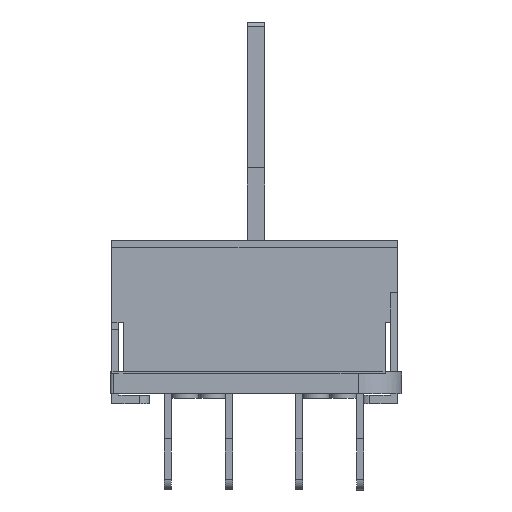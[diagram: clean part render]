
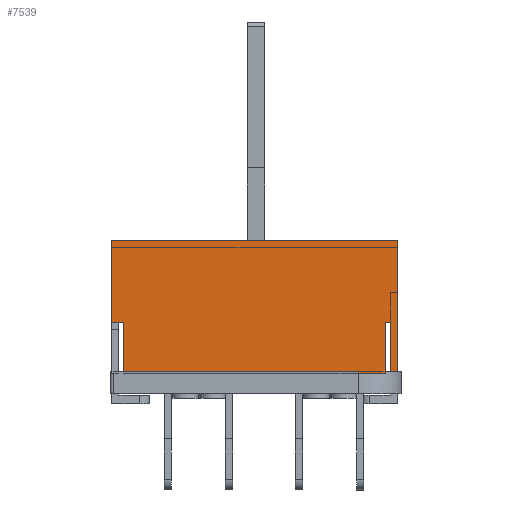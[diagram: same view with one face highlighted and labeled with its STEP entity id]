
A CAD part, left-side view. The second image highlights one B-rep face of the part: STEP entity #7539.
In plain terms, the highlighted planar face has unit normal (-1, 0, 0).
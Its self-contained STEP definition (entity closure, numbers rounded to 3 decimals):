
#1282=CARTESIAN_POINT('',(-64.,9.1,0.0));
#1283=VERTEX_POINT('',#1282);
#7411=CARTESIAN_POINT('',(-64.,9.1,3.4));
#7412=VERTEX_POINT('',#7411);
#7413=CARTESIAN_POINT('',(-64.,9.1,3.4));
#7414=DIRECTION('',(0.0,0.0,-1.0));
#7415=VECTOR('',#7414,3.4);
#7416=LINE('',#7413,#7415);
#7417=EDGE_CURVE('',#7412,#1283,#7416,.T.);
#7436=CARTESIAN_POINT('',(-64.,-9.7,5.437));
#7437=DIRECTION('',(-1.0,0.0,0.0));
#7438=DIRECTION('',(0.0,0.0,1.0));
#7439=AXIS2_PLACEMENT_3D('',#7436,#7437,#7438);
#7440=PLANE('',#7439);
#7441=CARTESIAN_POINT('',(-64.,-7.,0.0));
#7442=VERTEX_POINT('',#7441);
#7443=CARTESIAN_POINT('',(-64.,-7.,0.0));
#7444=DIRECTION('',(0.0,1.0,0.0));
#7445=VECTOR('',#7444,16.1);
#7446=LINE('',#7443,#7445);
#7447=EDGE_CURVE('',#7442,#1283,#7446,.T.);
#7448=ORIENTED_EDGE('',*,*,#7447,.F.);
#7449=CARTESIAN_POINT('',(-64.,-7.,-0.1));
#7450=VERTEX_POINT('',#7449);
#7451=CARTESIAN_POINT('',(-64.,-7.,0.0));
#7452=DIRECTION('',(0.0,0.0,-1.0));
#7453=VECTOR('',#7452,0.1);
#7454=LINE('',#7451,#7453);
#7455=EDGE_CURVE('',#7442,#7450,#7454,.T.);
#7456=ORIENTED_EDGE('',*,*,#7455,.T.);
#7457=CARTESIAN_POINT('',(-64.,-8.8,-0.1));
#7458=VERTEX_POINT('',#7457);
#7459=CARTESIAN_POINT('',(-64.,-7.,-0.1));
#7460=DIRECTION('',(0.0,-1.0,0.0));
#7461=VECTOR('',#7460,1.8);
#7462=LINE('',#7459,#7461);
#7463=EDGE_CURVE('',#7450,#7458,#7462,.T.);
#7464=ORIENTED_EDGE('',*,*,#7463,.T.);
#7465=CARTESIAN_POINT('',(-64.,-8.9,0.));
#7466=VERTEX_POINT('',#7465);
#7467=CARTESIAN_POINT('',(-64.,-8.8,0.));
#7468=DIRECTION('',(-1.0,0.,0.));
#7469=DIRECTION('',(0.,0.,-1.0));
#7470=AXIS2_PLACEMENT_3D('',#7467,#7468,#7469);
#7471=CIRCLE('',#7470,0.1);
#7472=EDGE_CURVE('',#7458,#7466,#7471,.T.);
#7473=ORIENTED_EDGE('',*,*,#7472,.T.);
#7474=CARTESIAN_POINT('',(-64.,-8.9,3.4));
#7475=VERTEX_POINT('',#7474);
#7476=CARTESIAN_POINT('',(-64.,-8.9,0.));
#7477=DIRECTION('',(0.0,0.0,1.0));
#7478=VECTOR('',#7477,3.4);
#7479=LINE('',#7476,#7478);
#7480=EDGE_CURVE('',#7466,#7475,#7479,.T.);
#7481=ORIENTED_EDGE('',*,*,#7480,.T.);
#7482=CARTESIAN_POINT('',(-64.,-9.2,3.4));
#7483=VERTEX_POINT('',#7482);
#7484=CARTESIAN_POINT('',(-64.,-8.9,3.4));
#7485=DIRECTION('',(0.0,-1.0,0.0));
#7486=VECTOR('',#7485,0.3);
#7487=LINE('',#7484,#7486);
#7488=EDGE_CURVE('',#7475,#7483,#7487,.T.);
#7489=ORIENTED_EDGE('',*,*,#7488,.T.);
#7490=CARTESIAN_POINT('',(-64.,-9.2,0.));
#7491=VERTEX_POINT('',#7490);
#7492=CARTESIAN_POINT('',(-64.,-9.2,3.4));
#7493=DIRECTION('',(0.0,0.0,-1.0));
#7494=VECTOR('',#7493,3.4);
#7495=LINE('',#7492,#7494);
#7496=EDGE_CURVE('',#7483,#7491,#7495,.T.);
#7497=ORIENTED_EDGE('',*,*,#7496,.T.);
#7498=CARTESIAN_POINT('',(-64.,-9.7,0.));
#7499=VERTEX_POINT('',#7498);
#7500=CARTESIAN_POINT('',(-64.,-9.7,0.));
#7501=DIRECTION('',(0.0,1.0,0.0));
#7502=VECTOR('',#7501,0.5);
#7503=LINE('',#7500,#7502);
#7504=EDGE_CURVE('',#7499,#7491,#7503,.T.);
#7505=ORIENTED_EDGE('',*,*,#7504,.F.);
#7506=CARTESIAN_POINT('',(-64.,-9.7,9.));
#7507=VERTEX_POINT('',#7506);
#7508=CARTESIAN_POINT('',(-64.,-9.7,9.));
#7509=DIRECTION('',(0.0,0.0,-1.0));
#7510=VECTOR('',#7509,9.);
#7511=LINE('',#7508,#7510);
#7512=EDGE_CURVE('',#7507,#7499,#7511,.T.);
#7513=ORIENTED_EDGE('',*,*,#7512,.F.);
#7514=CARTESIAN_POINT('',(-64.,9.9,9.));
#7515=VERTEX_POINT('',#7514);
#7516=CARTESIAN_POINT('',(-64.,-9.7,9.));
#7517=DIRECTION('',(0.0,1.0,0.0));
#7518=VECTOR('',#7517,19.6);
#7519=LINE('',#7516,#7518);
#7520=EDGE_CURVE('',#7507,#7515,#7519,.T.);
#7521=ORIENTED_EDGE('',*,*,#7520,.T.);
#7522=CARTESIAN_POINT('',(-64.,9.9,3.4));
#7523=VERTEX_POINT('',#7522);
#7524=CARTESIAN_POINT('',(-64.,9.9,9.));
#7525=DIRECTION('',(0.0,0.0,-1.0));
#7526=VECTOR('',#7525,5.6);
#7527=LINE('',#7524,#7526);
#7528=EDGE_CURVE('',#7515,#7523,#7527,.T.);
#7529=ORIENTED_EDGE('',*,*,#7528,.T.);
#7530=CARTESIAN_POINT('',(-64.,9.9,3.4));
#7531=DIRECTION('',(0.0,-1.0,0.0));
#7532=VECTOR('',#7531,0.8);
#7533=LINE('',#7530,#7532);
#7534=EDGE_CURVE('',#7523,#7412,#7533,.T.);
#7535=ORIENTED_EDGE('',*,*,#7534,.T.);
#7536=ORIENTED_EDGE('',*,*,#7417,.T.);
#7537=EDGE_LOOP('',(#7448,#7456,#7464,#7473,#7481,#7489,#7497,#7505,#7513,#7521,#7529,#7535,#7536));
#7538=FACE_OUTER_BOUND('',#7537,.T.);
#7539=ADVANCED_FACE('',(#7538),#7440,.T.);
